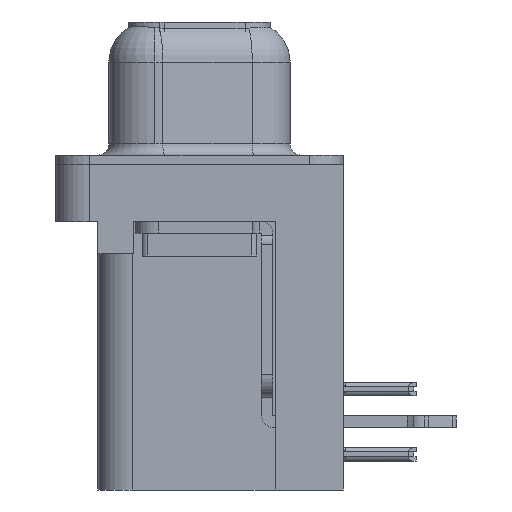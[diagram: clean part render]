
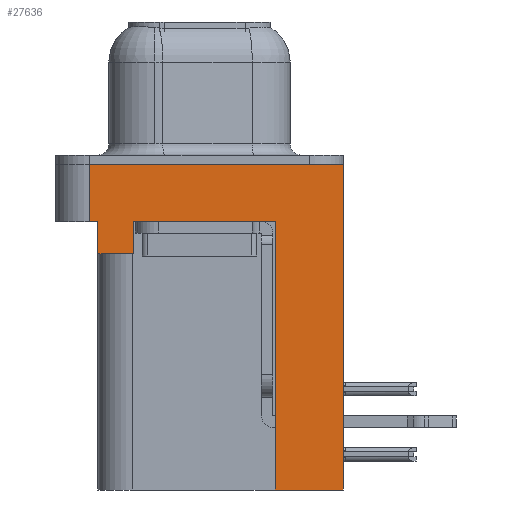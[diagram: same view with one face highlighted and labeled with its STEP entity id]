
A CAD part, left-side view. The second image highlights one B-rep face of the part: STEP entity #27636.
In plain terms, the highlighted planar face has unit normal (-1, 0, 0).
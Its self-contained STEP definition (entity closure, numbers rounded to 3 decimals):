
#393 = CARTESIAN_POINT ( 'NONE',  ( -3., -6.275, -2.5 ) ) ;
#743 = CARTESIAN_POINT ( 'NONE',  ( -3., -6.275, -14.2 ) ) ;
#863 = ORIENTED_EDGE ( 'NONE', *, *, #3203, .T. ) ;
#1024 = VERTEX_POINT ( 'NONE', #21209 ) ;
#1180 = DIRECTION ( 'NONE',  ( -1., 0., 0. ) ) ;
#1368 = DIRECTION ( 'NONE',  ( 0., 1., 0. ) ) ;
#1411 = DIRECTION ( 'NONE',  ( 0., -1., 0. ) ) ;
#1452 = CARTESIAN_POINT ( 'NONE',  ( -3., 2.895, -3.9 ) ) ;
#1491 = AXIS2_PLACEMENT_3D ( 'NONE', #5451, #1180, #30016 ) ;
#1494 = EDGE_CURVE ( 'NONE', #10414, #22232, #27761, .T. ) ;
#1556 = CARTESIAN_POINT ( 'NONE',  ( -3., -6.275, -2.5 ) ) ;
#3002 = LINE ( 'NONE', #18176, #18789 ) ;
#3203 = EDGE_CURVE ( 'NONE', #15457, #9273, #22070, .T. ) ;
#3497 = CARTESIAN_POINT ( 'NONE',  ( -3., 4.425, -3.9 ) ) ;
#3561 = ORIENTED_EDGE ( 'NONE', *, *, #7541, .F. ) ;
#4199 = EDGE_CURVE ( 'NONE', #24127, #9273, #3002, .T. ) ;
#4583 = VECTOR ( 'NONE', #5380, 1000. ) ;
#5380 = DIRECTION ( 'NONE',  ( 0., 0., 1. ) ) ;
#5451 = CARTESIAN_POINT ( 'NONE',  ( -3., -6.275, -2.5 ) ) ;
#6319 = VERTEX_POINT ( 'NONE', #28270 ) ;
#6466 = LINE ( 'NONE', #1556, #21699 ) ;
#7065 = DIRECTION ( 'NONE',  ( 0., 0., 1. ) ) ;
#7221 = EDGE_CURVE ( 'NONE', #21266, #1024, #30778, .T. ) ;
#7541 = EDGE_CURVE ( 'NONE', #18614, #24028, #22817, .T. ) ;
#7543 = ORIENTED_EDGE ( 'NONE', *, *, #7221, .T. ) ;
#7853 = EDGE_CURVE ( 'NONE', #1024, #22232, #6466, .T. ) ;
#8342 = EDGE_CURVE ( 'NONE', #6319, #24028, #11336, .T. ) ;
#8473 = PLANE ( 'NONE',  #1491 ) ;
#9273 = VERTEX_POINT ( 'NONE', #27655 ) ;
#9311 = ORIENTED_EDGE ( 'NONE', *, *, #29876, .F. ) ;
#9322 = DIRECTION ( 'NONE',  ( 0., 1., 0. ) ) ;
#9427 = DIRECTION ( 'NONE',  ( 0., -1., 0. ) ) ;
#10414 = VERTEX_POINT ( 'NONE', #12591 ) ;
#11194 = VECTOR ( 'NONE', #9322, 1000. ) ;
#11251 = DIRECTION ( 'NONE',  ( 0., 0., 1. ) ) ;
#11336 = LINE ( 'NONE', #20988, #14923 ) ;
#12591 = CARTESIAN_POINT ( 'NONE',  ( -3., -3.295, -14.2 ) ) ;
#13341 = DIRECTION ( 'NONE',  ( 0., 0., 1. ) ) ;
#13657 = CARTESIAN_POINT ( 'NONE',  ( -3., 2.895, -3.9 ) ) ;
#13901 = ORIENTED_EDGE ( 'NONE', *, *, #4199, .F. ) ;
#14617 = CARTESIAN_POINT ( 'NONE',  ( -3., -3.295, -2.5 ) ) ;
#14923 = VECTOR ( 'NONE', #9427, 1000. ) ;
#14962 = CARTESIAN_POINT ( 'NONE',  ( -3., 4.425, -3.9 ) ) ;
#15287 = CARTESIAN_POINT ( 'NONE',  ( -3., 4.425, -2.5 ) ) ;
#15385 = EDGE_LOOP ( 'NONE', ( #13901, #25473, #23033, #3561, #9311, #7543, #20019, #24910, #25224, #863 ) ) ;
#15457 = VERTEX_POINT ( 'NONE', #743 ) ;
#15540 = DIRECTION ( 'NONE',  ( 0., 0., 1. ) ) ;
#15591 = EDGE_CURVE ( 'NONE', #15457, #10414, #23544, .T. ) ;
#16733 = LINE ( 'NONE', #23881, #11194 ) ;
#17205 = VECTOR ( 'NONE', #1368, 1000. ) ;
#17941 = FACE_OUTER_BOUND ( 'NONE', #15385, .T. ) ;
#18176 = CARTESIAN_POINT ( 'NONE',  ( -3., -6.275, 0. ) ) ;
#18449 = CARTESIAN_POINT ( 'NONE',  ( -3., 4.775, 0. ) ) ;
#18614 = VERTEX_POINT ( 'NONE', #14962 ) ;
#18789 = VECTOR ( 'NONE', #1411, 1000. ) ;
#20019 = ORIENTED_EDGE ( 'NONE', *, *, #7853, .T. ) ;
#20547 = DIRECTION ( 'NONE',  ( 0., -1., 0. ) ) ;
#20988 = CARTESIAN_POINT ( 'NONE',  ( -3., -6.275, -2.5 ) ) ;
#21209 = CARTESIAN_POINT ( 'NONE',  ( -3., 2.895, -2.5 ) ) ;
#21266 = VERTEX_POINT ( 'NONE', #1452 ) ;
#21699 = VECTOR ( 'NONE', #20547, 1000. ) ;
#21832 = VECTOR ( 'NONE', #13341, 1000. ) ;
#22070 = LINE ( 'NONE', #393, #26894 ) ;
#22232 = VERTEX_POINT ( 'NONE', #14617 ) ;
#22817 = LINE ( 'NONE', #3497, #24786 ) ;
#22849 = CARTESIAN_POINT ( 'NONE',  ( -3., -3.295, -14.2 ) ) ;
#23033 = ORIENTED_EDGE ( 'NONE', *, *, #8342, .T. ) ;
#23544 = LINE ( 'NONE', #26237, #17205 ) ;
#23881 = CARTESIAN_POINT ( 'NONE',  ( -3., 4.425, -3.9 ) ) ;
#24028 = VERTEX_POINT ( 'NONE', #15287 ) ;
#24127 = VERTEX_POINT ( 'NONE', #18449 ) ;
#24786 = VECTOR ( 'NONE', #11251, 1000. ) ;
#24910 = ORIENTED_EDGE ( 'NONE', *, *, #1494, .F. ) ;
#25224 = ORIENTED_EDGE ( 'NONE', *, *, #15591, .F. ) ;
#25473 = ORIENTED_EDGE ( 'NONE', *, *, #28674, .F. ) ;
#26237 = CARTESIAN_POINT ( 'NONE',  ( -3., -3.295, -14.2 ) ) ;
#26894 = VECTOR ( 'NONE', #7065, 1000. ) ;
#27088 = LINE ( 'NONE', #29941, #4583 ) ;
#27636 = ADVANCED_FACE ( 'NONE', ( #17941 ), #8473, .T. ) ;
#27655 = CARTESIAN_POINT ( 'NONE',  ( -3., -6.275, 0. ) ) ;
#27761 = LINE ( 'NONE', #22849, #28965 ) ;
#28270 = CARTESIAN_POINT ( 'NONE',  ( -3., 4.775, -2.5 ) ) ;
#28674 = EDGE_CURVE ( 'NONE', #6319, #24127, #27088, .T. ) ;
#28965 = VECTOR ( 'NONE', #15540, 1000. ) ;
#29876 = EDGE_CURVE ( 'NONE', #21266, #18614, #16733, .T. ) ;
#29941 = CARTESIAN_POINT ( 'NONE',  ( -3., 4.775, -2.5 ) ) ;
#30016 = DIRECTION ( 'NONE',  ( 0., 0., 1. ) ) ;
#30778 = LINE ( 'NONE', #13657, #21832 ) ;
